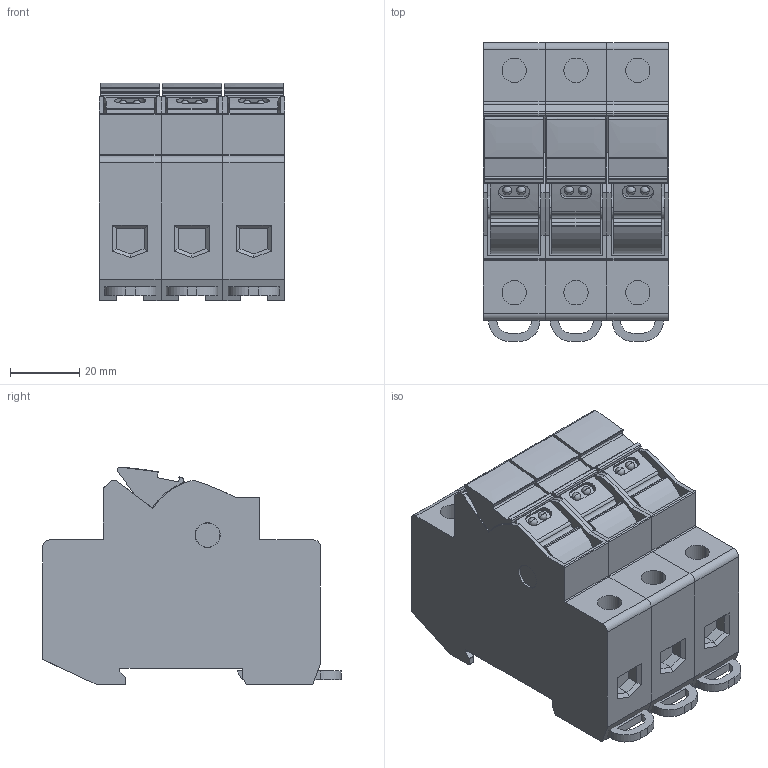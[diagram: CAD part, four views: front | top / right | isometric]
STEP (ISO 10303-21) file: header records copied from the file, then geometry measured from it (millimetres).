
FILE_DESCRIPTION(('CATIA V5R22 STEP214','CAx-IF Rec.Pracs.--- Model Styling and Organization---1.4--- 2014-01-23'),'2;1');
FILE_NAME ('D1452043_0', '2020-06-02T08:59:21+00:00', ('Weidmueller Interface'), ('Weidmueller'), 'CATIA Version 5-6 Release 2016 SP3 HF44', 'CATIA V5 STEP AP214', 'none');
FILE_SCHEMA(('AUTOMOTIVE_DESIGN { 1 0 10303 214 1 1 1 1 }'));
Length unit declared in the file: millimetre
Products named in the file (1): WSI_25-3_10X38-LED
Bounding box: 53.4 x 86 x 62.63 mm (x, y, z)
Volume: 186497.8 mm3; surface area: 59245.7 mm2
Topology: 15 solids, 15 shells, 513 faces, 1377 edges, 900 vertices
Faces by surface type: plane 306, cylinder 147, extrusion 48, sphere 12
Entity records: 15782 total; most frequent: CARTESIAN_POINT 3688, ORIENTED_EDGE 2730, DIRECTION 1965, EDGE_CURVE 1365, VECTOR 933, VERTEX_POINT 900, LINE 885, AXIS2_PLACEMENT_3D 670
